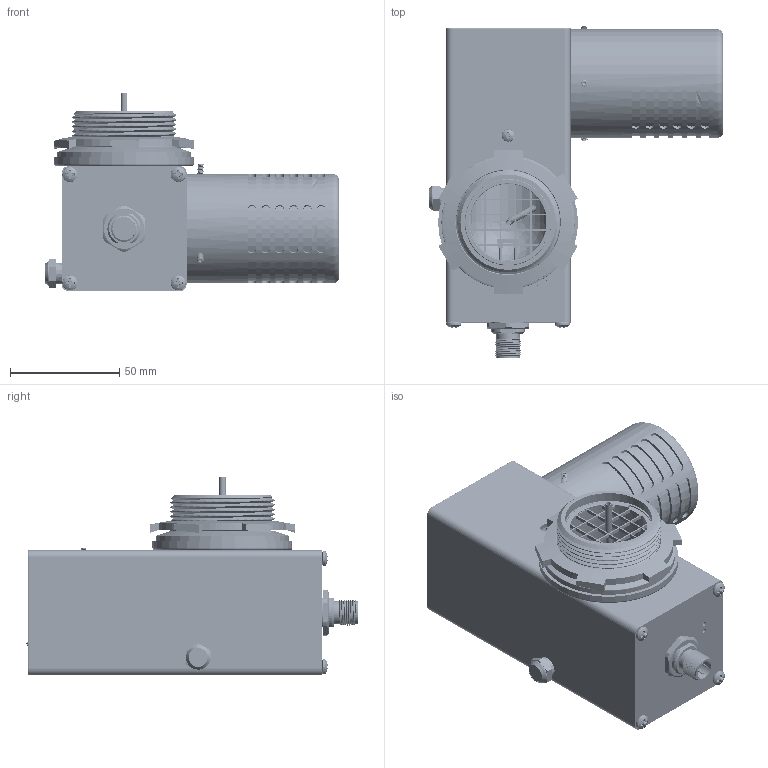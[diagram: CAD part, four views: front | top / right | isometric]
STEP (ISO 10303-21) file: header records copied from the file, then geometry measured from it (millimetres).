
FILE_DESCRIPTION((''),'2;1');
FILE_NAME('6000_THERMAL_VENT_ASSEMBLY_ASM','2016-02-26T',('dpinkerton'),(''),'PRO/ENGINEER BY PARAMETRIC TECHNOLOGY CORPORATION, 2013050','PRO/ENGINEER BY PARAMETRIC TECHNOLOGY CORPORATION, 2013050','');
FILE_SCHEMA(('CONFIG_CONTROL_DESIGN'));
Length unit declared in the file: inch
Products named in the file (28): 104-3789; 104-3799; BRASS_TUBE; 6000_PCB_BOT; 6000_BOARD_BOT_ASM; 514164_SEAL; 104-3790; M12_CONNECTOR; 91772A151; 6000_VENT_TUBES; 6000_VENT_TUBE; 104-2067; 92185A997; 514167; 514119; FLAPPER_ASM; NONE-7076; NONE-7949; 514177_ASM; 104-2191A; RETAINING_RING; 104-4211; 4-40_SET_SCREW_92311A106; SINTERED_VENT; VENT_SCREEN; SEAL_WASHER; 7513K245; 6000_THERMAL_VENT_ASSEMBLY_ASM
Assembly tree (39 placements, depth 3):
  6000_THERMAL_VENT_ASSEMBLY_ASM
    104-3789
    104-3799
    BRASS_TUBE  x3
    6000_BOARD_BOT_ASM
      6000_PCB_BOT
    514164_SEAL
    104-3790
    M12_CONNECTOR
    91772A151  x4
    6000_VENT_TUBES
    6000_VENT_TUBE
    104-2067
    92185A997  x4
    FLAPPER_ASM
      514167
      514119  x2
    514177_ASM  x2
      NONE-7076
      NONE-7949
    104-2191A
    RETAINING_RING
    104-4211
    4-40_SET_SCREW_92311A106  x3
    SINTERED_VENT
    VENT_SCREEN
    SEAL_WASHER
    7513K245
Bounding box: 134.74 x 151.79 x 90.69 mm (x, y, z)
Volume: 304610.1 mm3; surface area: 161304.1 mm2
Topology: 37 solids, 54 shells, 2921 faces, 8117 edges, 5303 vertices
Faces by surface type: cylinder 1684, plane 701, cone 244, bspline 204, torus 68, sphere 20
Entity records: 107628 total; most frequent: CARTESIAN_POINT 55175, ORIENTED_EDGE 8570, DIRECTION 7496, EDGE_CURVE 4319, PRESENTATION_STYLE_ASSIGNMENT 3816, STYLED_ITEM 3711, CURVE_STYLE 3674, VERTEX_POINT 2823
